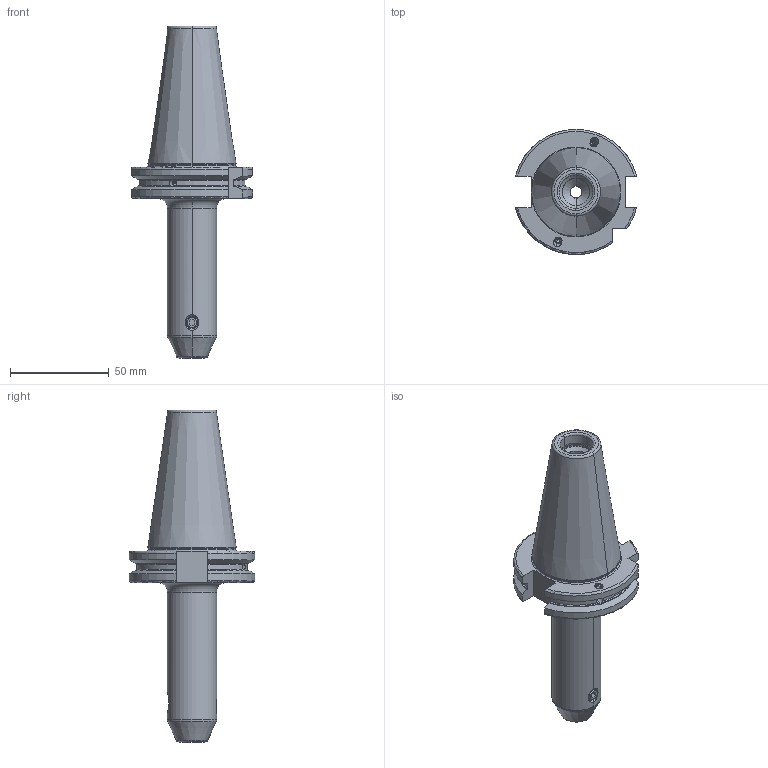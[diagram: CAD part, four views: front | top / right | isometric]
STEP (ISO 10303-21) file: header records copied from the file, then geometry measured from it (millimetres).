
FILE_DESCRIPTION((''),'2;1');
FILE_NAME('402_04_06_1','2020-07-07T',('104091'),(''),'CREO PARAMETRIC BY PTC INC, 2015290','CREO PARAMETRIC BY PTC INC, 2015290','');
FILE_SCHEMA(('CONFIG_CONTROL_DESIGN'));
Length unit declared in the file: millimetre
Products named in the file (1): 402_04_06_1
Bounding box: 61.48 x 63.54 x 168.4 mm (x, y, z)
Volume: 129287.7 mm3; surface area: 29466.8 mm2
Topology: 1 solids, 1 shells, 181 faces, 459 edges, 290 vertices
Faces by surface type: plane 50, cone 46, cylinder 45, torus 38, sphere 2
Entity records: 6114 total; most frequent: CARTESIAN_POINT 1782, DIRECTION 907, ORIENTED_EDGE 894, EDGE_CURVE 447, AXIS2_PLACEMENT_3D 359, VERTEX_POINT 274, EDGE_LOOP 193, VECTOR 189
